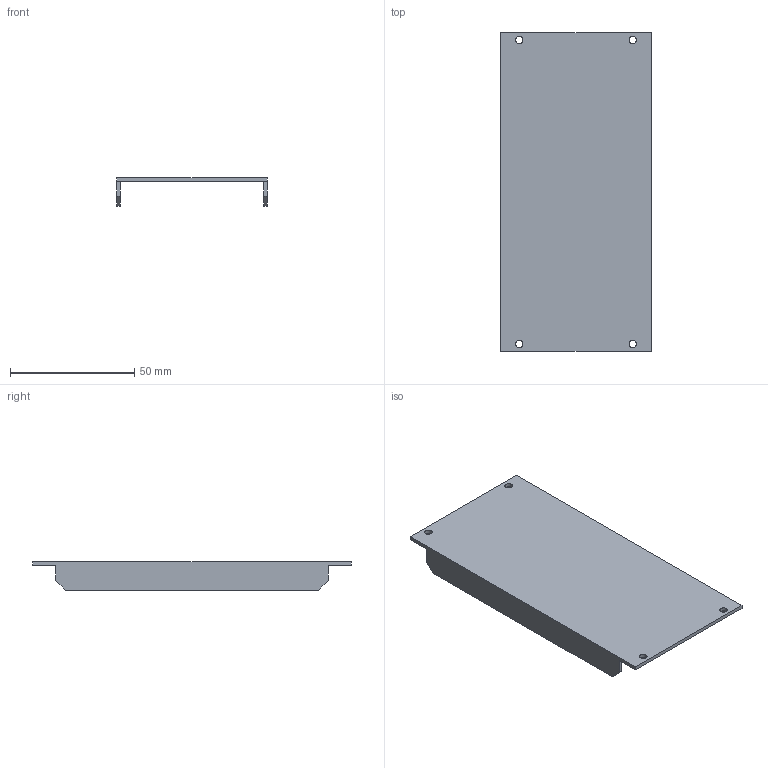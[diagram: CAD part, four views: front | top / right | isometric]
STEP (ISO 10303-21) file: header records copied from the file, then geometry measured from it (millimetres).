
FILE_DESCRIPTION(('HOOPS Exchange Step'),'2;1');
FILE_NAME('export-7CA97F02-27CE-4F35-9D1F-F5781070488B.stp','2022-01-18T21:20:17+01:00',('31616'),('Alibre'),'HOOPS Exchange 2020.1','Alibre','Unknown authorisation');
FILE_SCHEMA( ('AP242_MANAGED_MODEL_BASED_3D_ENGINEERING_MIM_LF {1 0 10303 442 1 1 4 }') );
Length unit declared in the file: centimetre
Products named in the file (1): 12HP
Bounding box: 60.72 x 128.5 x 11.5 mm (x, y, z)
Volume: 14615.6 mm3; surface area: 21741.6 mm2
Topology: 1 solids, 1 shells, 412 faces, 1224 edges, 819 vertices
Faces by surface type: plane 407, cylinder 5
Full cylindrical faces by diameter (mm): 2 x1, 3 x4
Entity records: 13589 total; most frequent: CARTESIAN_POINT 2457, ORIENTED_EDGE 2448, DIRECTION 2075, EDGE_CURVE 1224, VECTOR 1201, LINE 1201, VERTEX_POINT 819, AXIS2_PLACEMENT_3D 437
